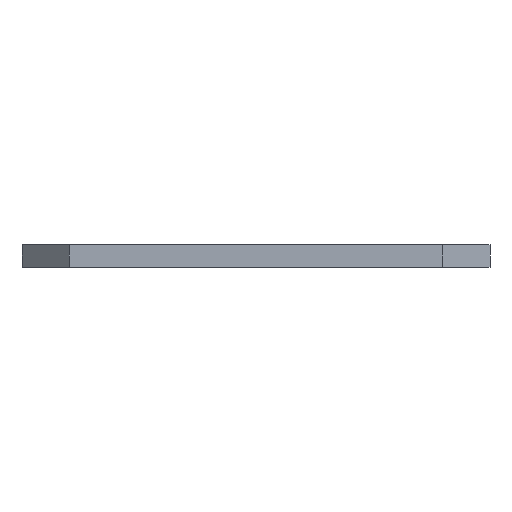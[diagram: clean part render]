
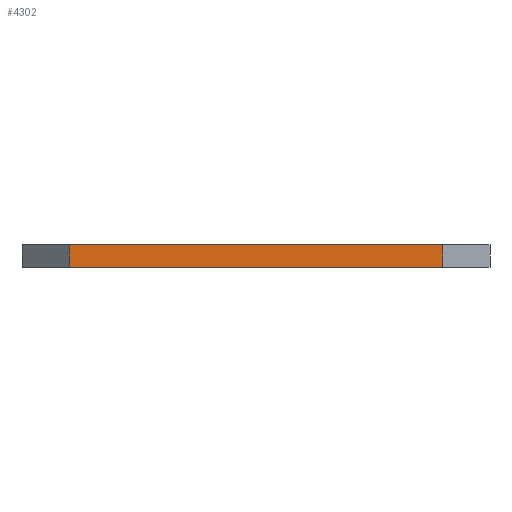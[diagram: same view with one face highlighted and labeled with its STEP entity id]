
A CAD part, front view. The second image highlights one B-rep face of the part: STEP entity #4302.
In plain terms, the highlighted planar face has unit normal (0, -1, 0).
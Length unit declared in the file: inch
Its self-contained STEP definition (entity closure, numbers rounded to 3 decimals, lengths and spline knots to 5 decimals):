
#36 = EDGE_LOOP ( 'NONE', ( #4312, #1428, #836, #2764 ) ) ;
#289 = DIRECTION ( 'NONE',  ( 1., 0., 0. ) ) ;
#300 = EDGE_CURVE ( 'NONE', #3947, #3531, #2463, .T. ) ;
#497 = DIRECTION ( 'NONE',  ( 1., 0., 0. ) ) ;
#537 = LINE ( 'NONE', #4019, #709 ) ;
#709 = VECTOR ( 'NONE', #1600, 39.37008 ) ;
#836 = ORIENTED_EDGE ( 'NONE', *, *, #2174, .F. ) ;
#870 = CARTESIAN_POINT ( 'NONE',  ( 0.99, -2., -0.05906 ) ) ;
#1138 = EDGE_CURVE ( 'NONE', #3531, #3693, #4147, .T. ) ;
#1334 = CARTESIAN_POINT ( 'NONE',  ( -0.99, -2., -0.05906 ) ) ;
#1419 = CARTESIAN_POINT ( 'NONE',  ( 0.99, -2., 0.05906 ) ) ;
#1428 = ORIENTED_EDGE ( 'NONE', *, *, #1138, .T. ) ;
#1469 = CARTESIAN_POINT ( 'NONE',  ( -0.99, -2., 0.05906 ) ) ;
#1600 = DIRECTION ( 'NONE',  ( 0., 0., -1. ) ) ;
#1615 = FACE_OUTER_BOUND ( 'NONE', #36, .T. ) ;
#1815 = AXIS2_PLACEMENT_3D ( 'NONE', #2357, #3043, #2654 ) ;
#1996 = CARTESIAN_POINT ( 'NONE',  ( 1.24, -2., 0.05906 ) ) ;
#2174 = EDGE_CURVE ( 'NONE', #2485, #3693, #3700, .T. ) ;
#2357 = CARTESIAN_POINT ( 'NONE',  ( 1.24, -2., 0.05906 ) ) ;
#2373 = VECTOR ( 'NONE', #2381, 39.37008 ) ;
#2381 = DIRECTION ( 'NONE',  ( 0., 0., 1. ) ) ;
#2463 = LINE ( 'NONE', #3842, #3025 ) ;
#2485 = VERTEX_POINT ( 'NONE', #1469 ) ;
#2654 = DIRECTION ( 'NONE',  ( -1., 0., 0. ) ) ;
#2678 = VECTOR ( 'NONE', #289, 39.37008 ) ;
#2764 = ORIENTED_EDGE ( 'NONE', *, *, #3882, .T. ) ;
#2999 = PLANE ( 'NONE',  #1815 ) ;
#3025 = VECTOR ( 'NONE', #497, 39.37008 ) ;
#3043 = DIRECTION ( 'NONE',  ( 0., 1., 0. ) ) ;
#3531 = VERTEX_POINT ( 'NONE', #870 ) ;
#3693 = VERTEX_POINT ( 'NONE', #4155 ) ;
#3700 = LINE ( 'NONE', #1996, #2678 ) ;
#3842 = CARTESIAN_POINT ( 'NONE',  ( 1.24, -2., -0.05906 ) ) ;
#3882 = EDGE_CURVE ( 'NONE', #2485, #3947, #537, .T. ) ;
#3947 = VERTEX_POINT ( 'NONE', #1334 ) ;
#4019 = CARTESIAN_POINT ( 'NONE',  ( -0.99, -2., 0.05906 ) ) ;
#4147 = LINE ( 'NONE', #1419, #2373 ) ;
#4155 = CARTESIAN_POINT ( 'NONE',  ( 0.99, -2., 0.05906 ) ) ;
#4302 = ADVANCED_FACE ( 'NONE', ( #1615 ), #2999, .F. ) ;
#4312 = ORIENTED_EDGE ( 'NONE', *, *, #300, .T. ) ;
